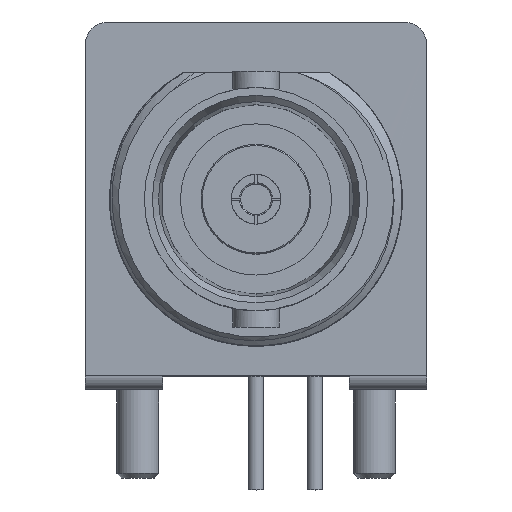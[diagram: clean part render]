
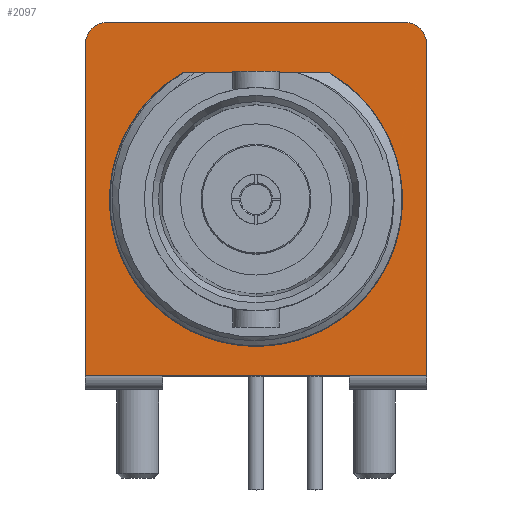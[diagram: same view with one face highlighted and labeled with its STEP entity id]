
A CAD part, top view. The second image highlights one B-rep face of the part: STEP entity #2097.
In plain terms, the highlighted planar face has unit normal (0, 0, 1).
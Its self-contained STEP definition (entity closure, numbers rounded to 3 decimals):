
#94=FACE_BOUND('',#317,.T.);
#193=FACE_OUTER_BOUND('',#316,.T.);
#316=EDGE_LOOP('',(#1573,#1574,#1575,#1576,#1577,#1578));
#317=EDGE_LOOP('',(#1579,#1580,#1581,#1582,#1583,#1584,#1585));
#428=CIRCLE('',#2276,1.);
#429=CIRCLE('',#2279,1.);
#430=CIRCLE('',#2281,6.295);
#535=LINE('',#3086,#679);
#541=LINE('',#3094,#685);
#544=LINE('',#3099,#688);
#547=LINE('',#3107,#691);
#552=LINE('',#4053,#696);
#679=VECTOR('',#2555,14.2);
#685=VECTOR('',#2563,14.7);
#688=VECTOR('',#2568,14.2);
#691=VECTOR('',#2577,12.7);
#696=VECTOR('',#2590,5.457);
#777=B_SPLINE_CURVE_WITH_KNOTS('',3,(#4003,#4004,#4005,#4006,#4007,#4008),
 .UNSPECIFIED.,.F.,.F.,(4,2,4),(-0.392,-0.192,0.),
 .UNSPECIFIED.);
#778=B_SPLINE_CURVE_WITH_KNOTS('',3,(#4012,#4013,#4014,#4015),
 .UNSPECIFIED.,.F.,.F.,(4,4),(-0.008,0.),.UNSPECIFIED.);
#779=B_SPLINE_CURVE_WITH_KNOTS('',3,(#4017,#4018,#4019,#4020,#4021,#4022,
#4023,#4024,#4025,#4026,#4027,#4028,#4029,#4030,#4031,#4032,#4033,#4034,
#4035,#4036),.UNSPECIFIED.,.F.,.F.,(4,2,2,2,2,2,2,2,2,4),(-1.654,
-1.448,-1.244,-1.071,-0.933,
-0.759,-0.515,-0.289,-0.144,
-0.001),.UNSPECIFIED.);
#780=B_SPLINE_CURVE_WITH_KNOTS('',3,(#4038,#4039,#4040,#4041),
 .UNSPECIFIED.,.F.,.F.,(4,4),(0.,0.),.UNSPECIFIED.);
#781=B_SPLINE_CURVE_WITH_KNOTS('',3,(#4043,#4044,#4045,#4046,#4047,#4048,
#4049,#4050,#4051,#4052),.UNSPECIFIED.,.F.,.F.,(4,2,2,2,4),(-0.667,
-0.458,-0.291,-0.163,0.),
 .UNSPECIFIED.);
#918=VERTEX_POINT('',#3083);
#919=VERTEX_POINT('',#3085);
#920=VERTEX_POINT('',#3093);
#921=VERTEX_POINT('',#3097);
#922=VERTEX_POINT('',#3101);
#923=VERTEX_POINT('',#3105);
#934=VERTEX_POINT('',#4001);
#935=VERTEX_POINT('',#4002);
#936=VERTEX_POINT('',#4009);
#937=VERTEX_POINT('',#4011);
#938=VERTEX_POINT('',#4016);
#939=VERTEX_POINT('',#4037);
#940=VERTEX_POINT('',#4042);
#1147=EDGE_CURVE('',#918,#919,#535,.T.);
#1153=EDGE_CURVE('',#920,#919,#541,.T.);
#1156=EDGE_CURVE('',#921,#920,#544,.T.);
#1157=EDGE_CURVE('',#922,#921,#428,.T.);
#1160=EDGE_CURVE('',#922,#923,#547,.T.);
#1161=EDGE_CURVE('',#918,#923,#429,.T.);
#1174=EDGE_CURVE('',#934,#935,#777,.T.);
#1175=EDGE_CURVE('',#936,#935,#430,.T.);
#1176=EDGE_CURVE('',#937,#936,#778,.T.);
#1177=EDGE_CURVE('',#937,#938,#779,.T.);
#1178=EDGE_CURVE('',#938,#939,#780,.T.);
#1179=EDGE_CURVE('',#939,#940,#781,.T.);
#1180=EDGE_CURVE('',#940,#934,#552,.T.);
#1573=ORIENTED_EDGE('',*,*,#1161,.T.);
#1574=ORIENTED_EDGE('',*,*,#1160,.F.);
#1575=ORIENTED_EDGE('',*,*,#1157,.T.);
#1576=ORIENTED_EDGE('',*,*,#1156,.T.);
#1577=ORIENTED_EDGE('',*,*,#1153,.T.);
#1578=ORIENTED_EDGE('',*,*,#1147,.F.);
#1579=ORIENTED_EDGE('',*,*,#1174,.T.);
#1580=ORIENTED_EDGE('',*,*,#1175,.F.);
#1581=ORIENTED_EDGE('',*,*,#1176,.F.);
#1582=ORIENTED_EDGE('',*,*,#1177,.T.);
#1583=ORIENTED_EDGE('',*,*,#1178,.T.);
#1584=ORIENTED_EDGE('',*,*,#1179,.T.);
#1585=ORIENTED_EDGE('',*,*,#1180,.T.);
#2027=PLANE('',#2280);
#2097=ADVANCED_FACE('',(#193,#94),#2027,.T.);
#2276=AXIS2_PLACEMENT_3D('',#3102,#2571,#2572);
#2279=AXIS2_PLACEMENT_3D('',#3109,#2580,#2581);
#2280=AXIS2_PLACEMENT_3D('',#4000,#2586,#2587);
#2281=AXIS2_PLACEMENT_3D('',#4010,#2588,#2589);
#2555=DIRECTION('',(0.,-1.,0.));
#2563=DIRECTION('',(1.,0.,0.));
#2568=DIRECTION('',(0.,-1.,0.));
#2571=DIRECTION('center_axis',(0.,0.,1.));
#2572=DIRECTION('ref_axis',(0.,1.,0.));
#2577=DIRECTION('',(1.,0.,0.));
#2580=DIRECTION('center_axis',(0.,0.,1.));
#2581=DIRECTION('ref_axis',(1.,0.,0.));
#2586=DIRECTION('center_axis',(0.,0.,1.));
#2587=DIRECTION('ref_axis',(0.,-1.,0.));
#2588=DIRECTION('center_axis',(0.,0.,1.));
#2589=DIRECTION('ref_axis',(0.961,0.275,0.));
#2590=DIRECTION('',(1.,0.,0.));
#3083=CARTESIAN_POINT('',(7.35,6.65,-20.75));
#3085=CARTESIAN_POINT('',(7.35,-7.55,-20.75));
#3086=CARTESIAN_POINT('',(7.35,6.65,-20.75));
#3093=CARTESIAN_POINT('',(-7.35,-7.55,-20.75));
#3094=CARTESIAN_POINT('',(-7.35,-7.55,-20.75));
#3097=CARTESIAN_POINT('',(-7.35,6.65,-20.75));
#3099=CARTESIAN_POINT('',(-7.35,6.65,-20.75));
#3101=CARTESIAN_POINT('',(-6.35,7.65,-20.75));
#3102=CARTESIAN_POINT('Origin',(-6.35,6.65,-20.75));
#3105=CARTESIAN_POINT('',(6.35,7.65,-20.75));
#3107=CARTESIAN_POINT('',(-6.35,7.65,-20.75));
#3109=CARTESIAN_POINT('Origin',(6.35,6.65,-20.75));
#4000=CARTESIAN_POINT('Origin',(-7.35,7.65,-20.75));
#4001=CARTESIAN_POINT('',(2.914,5.449,-20.749));
#4002=CARTESIAN_POINT('',(5.655,2.762,-20.749));
#4003=CARTESIAN_POINT('Ctrl Pts',(2.914,5.449,-20.75));
#4004=CARTESIAN_POINT('Ctrl Pts',(3.51,5.154,-20.75));
#4005=CARTESIAN_POINT('Ctrl Pts',(4.046,4.77,-20.75));
#4006=CARTESIAN_POINT('Ctrl Pts',(4.971,3.849,-20.75));
#4007=CARTESIAN_POINT('Ctrl Pts',(5.355,3.327,-20.75));
#4008=CARTESIAN_POINT('Ctrl Pts',(5.654,2.761,-20.75));
#4009=CARTESIAN_POINT('',(6.038,1.779,-20.75));
#4010=CARTESIAN_POINT('Origin',(0.,0.,-20.75));
#4011=CARTESIAN_POINT('',(6.051,1.731,-20.751));
#4012=CARTESIAN_POINT('Ctrl Pts',(6.052,1.731,-20.751));
#4013=CARTESIAN_POINT('Ctrl Pts',(6.047,1.747,-20.75));
#4014=CARTESIAN_POINT('Ctrl Pts',(6.042,1.763,-20.75));
#4015=CARTESIAN_POINT('Ctrl Pts',(6.038,1.779,-20.75));
#4016=CARTESIAN_POINT('',(-5.355,-2.067,-20.75));
#4017=CARTESIAN_POINT('Ctrl Pts',(6.05,1.731,-20.75));
#4018=CARTESIAN_POINT('Ctrl Pts',(6.207,1.112,-20.75));
#4019=CARTESIAN_POINT('Ctrl Pts',(6.271,0.469,-20.75));
#4020=CARTESIAN_POINT('Ctrl Pts',(6.202,-0.796,-20.75));
#4021=CARTESIAN_POINT('Ctrl Pts',(6.073,-1.413,-20.75));
#4022=CARTESIAN_POINT('Ctrl Pts',(5.647,-2.535,-20.75));
#4023=CARTESIAN_POINT('Ctrl Pts',(5.289,-3.282,-20.75));
#4024=CARTESIAN_POINT('Ctrl Pts',(4.077,-4.592,-20.75));
#4025=CARTESIAN_POINT('Ctrl Pts',(3.426,-5.067,-20.75));
#4026=CARTESIAN_POINT('Ctrl Pts',(1.803,-5.825,-20.75));
#4027=CARTESIAN_POINT('Ctrl Pts',(0.993,-5.93,-20.75));
#4028=CARTESIAN_POINT('Ctrl Pts',(-0.31,-5.988,
-20.75));
#4029=CARTESIAN_POINT('Ctrl Pts',(-1.086,-5.884,-20.75));
#4030=CARTESIAN_POINT('Ctrl Pts',(-2.561,-5.343,-20.75));
#4031=CARTESIAN_POINT('Ctrl Pts',(-3.219,-4.946,-20.75));
#4032=CARTESIAN_POINT('Ctrl Pts',(-4.141,-4.114,-20.75));
#4033=CARTESIAN_POINT('Ctrl Pts',(-4.455,-3.748,-20.75));
#4034=CARTESIAN_POINT('Ctrl Pts',(-4.984,-2.946,-20.75));
#4035=CARTESIAN_POINT('Ctrl Pts',(-5.197,-2.516,-20.75));
#4036=CARTESIAN_POINT('Ctrl Pts',(-5.355,-2.067,-20.75));
#4037=CARTESIAN_POINT('',(-5.359,-2.057,-20.75));
#4038=CARTESIAN_POINT('Ctrl Pts',(-5.355,-2.067,-20.75));
#4039=CARTESIAN_POINT('Ctrl Pts',(-5.356,-2.064,-20.75));
#4040=CARTESIAN_POINT('Ctrl Pts',(-5.358,-2.061,-20.75));
#4041=CARTESIAN_POINT('Ctrl Pts',(-5.359,-2.057,-20.75));
#4042=CARTESIAN_POINT('',(-2.538,5.449,-20.749));
#4043=CARTESIAN_POINT('Ctrl Pts',(-5.359,-2.057,-20.75));
#4044=CARTESIAN_POINT('Ctrl Pts',(-5.628,-1.414,-20.75));
#4045=CARTESIAN_POINT('Ctrl Pts',(-5.778,-0.721,
-20.75));
#4046=CARTESIAN_POINT('Ctrl Pts',(-5.825,0.533,-20.75));
#4047=CARTESIAN_POINT('Ctrl Pts',(-5.78,1.312,-20.75));
#4048=CARTESIAN_POINT('Ctrl Pts',(-5.185,2.904,-20.75));
#4049=CARTESIAN_POINT('Ctrl Pts',(-4.796,3.547,-20.75));
#4050=CARTESIAN_POINT('Ctrl Pts',(-3.682,4.799,-20.75));
#4051=CARTESIAN_POINT('Ctrl Pts',(-3.023,5.205,-20.75));
#4052=CARTESIAN_POINT('Ctrl Pts',(-2.538,5.448,-20.75));
#4053=CARTESIAN_POINT('',(-2.541,5.45,-20.75));
